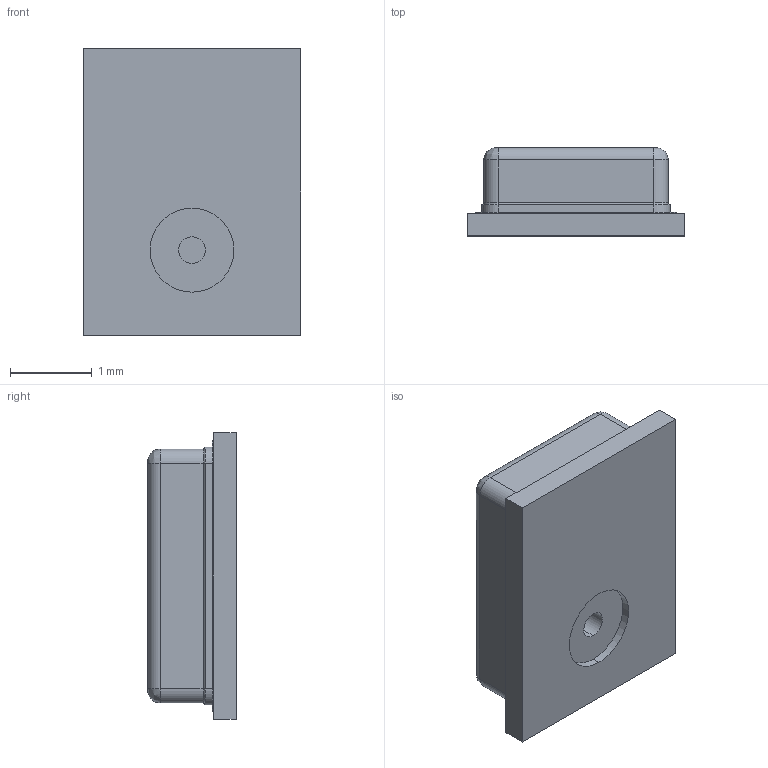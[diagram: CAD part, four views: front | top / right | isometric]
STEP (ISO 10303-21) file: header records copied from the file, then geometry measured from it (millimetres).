
FILE_DESCRIPTION (( 'STEP AP214' ), '1' );
FILE_NAME ('SPH0645LM4H-B--3DModel-STEP-56544.STEP', '2019-11-26T16:18:23', ( '' ), ( '' ), 'SwSTEP 2.0', 'SolidWorks 2019', '' );
FILE_SCHEMA (( 'AUTOMOTIVE_DESIGN' ));
Length unit declared in the file: millimetre
Products named in the file (1): SPH0645LM4H-B--3DModel-STEP-56544
Bounding box: 2.65 x 1.08 x 3.5 mm (x, y, z)
Volume: 8 mm3; surface area: 30.4 mm2
Topology: 1 solids, 1 shells, 57 faces, 126 edges, 76 vertices
Faces by surface type: cylinder 26, plane 23, bspline 8
Entity records: 1683 total; most frequent: CARTESIAN_POINT 392, DIRECTION 274, ORIENTED_EDGE 252, EDGE_CURVE 126, AXIS2_PLACEMENT_3D 102, VERTEX_POINT 76, LINE 70, VECTOR 70
